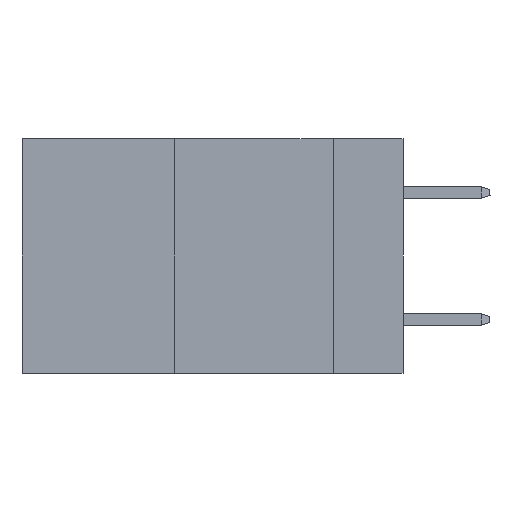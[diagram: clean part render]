
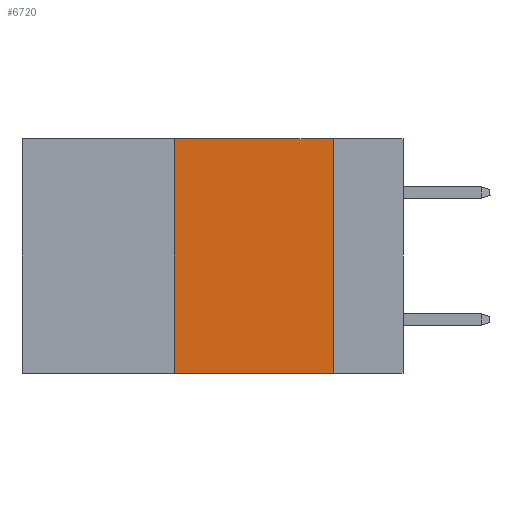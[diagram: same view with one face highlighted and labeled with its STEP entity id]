
A CAD part, left-side view. The second image highlights one B-rep face of the part: STEP entity #6720.
In plain terms, the highlighted planar face has unit normal (-1, 0, 0).
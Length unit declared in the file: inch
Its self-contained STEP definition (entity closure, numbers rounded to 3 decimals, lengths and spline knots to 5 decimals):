
#1299 = EDGE_CURVE ( 'NONE', #16787, #2918, #6754, .T. ) ;
#1919 = LINE ( 'NONE', #10113, #4925 ) ;
#2244 = VERTEX_POINT ( 'NONE', #3134 ) ;
#2602 = CARTESIAN_POINT ( 'NONE',  ( 0., 0.36, 0. ) ) ;
#2678 = FACE_OUTER_BOUND ( 'NONE', #6493, .T. ) ;
#2918 = VERTEX_POINT ( 'NONE', #13169 ) ;
#3130 = ORIENTED_EDGE ( 'NONE', *, *, #14822, .F. ) ;
#3134 = CARTESIAN_POINT ( 'NONE',  ( 0., 0.36, -0.37 ) ) ;
#3964 = DIRECTION ( 'NONE',  ( 0., 0., -1. ) ) ;
#4409 = VERTEX_POINT ( 'NONE', #16925 ) ;
#4727 = EDGE_CURVE ( 'NONE', #2244, #16787, #12607, .T. ) ;
#4925 = VECTOR ( 'NONE', #6021, 39.37008 ) ;
#5026 = LINE ( 'NONE', #15717, #14747 ) ;
#5220 = CARTESIAN_POINT ( 'NONE',  ( 0., 0.6, 0. ) ) ;
#5381 = DIRECTION ( 'NONE',  ( 0., -1., 0. ) ) ;
#5504 = PLANE ( 'NONE',  #11194 ) ;
#6021 = DIRECTION ( 'NONE',  ( 0., 0., -1. ) ) ;
#6493 = EDGE_LOOP ( 'NONE', ( #3130, #6999, #12594, #9356 ) ) ;
#6720 = ADVANCED_FACE ( 'NONE', ( #2678 ), #5504, .F. ) ;
#6754 = LINE ( 'NONE', #5220, #12738 ) ;
#6999 = ORIENTED_EDGE ( 'NONE', *, *, #1299, .F. ) ;
#9356 = ORIENTED_EDGE ( 'NONE', *, *, #12456, .T. ) ;
#10113 = CARTESIAN_POINT ( 'NONE',  ( 0., 0.11, 0. ) ) ;
#11194 = AXIS2_PLACEMENT_3D ( 'NONE', #14230, #15663, #3964 ) ;
#12456 = EDGE_CURVE ( 'NONE', #2244, #4409, #5026, .T. ) ;
#12594 = ORIENTED_EDGE ( 'NONE', *, *, #4727, .F. ) ;
#12607 = LINE ( 'NONE', #16548, #12992 ) ;
#12738 = VECTOR ( 'NONE', #14462, 39.37008 ) ;
#12992 = VECTOR ( 'NONE', #14156, 39.37008 ) ;
#13169 = CARTESIAN_POINT ( 'NONE',  ( 0., 0.11, 0. ) ) ;
#14156 = DIRECTION ( 'NONE',  ( 0., 0., 1. ) ) ;
#14230 = CARTESIAN_POINT ( 'NONE',  ( 0., 0.6, 0. ) ) ;
#14462 = DIRECTION ( 'NONE',  ( 0., -1., 0. ) ) ;
#14747 = VECTOR ( 'NONE', #5381, 39.37008 ) ;
#14822 = EDGE_CURVE ( 'NONE', #2918, #4409, #1919, .T. ) ;
#15663 = DIRECTION ( 'NONE',  ( 1., 0., 0. ) ) ;
#15717 = CARTESIAN_POINT ( 'NONE',  ( 0., 0.6, -0.37 ) ) ;
#16548 = CARTESIAN_POINT ( 'NONE',  ( 0., 0.36, 0. ) ) ;
#16787 = VERTEX_POINT ( 'NONE', #2602 ) ;
#16925 = CARTESIAN_POINT ( 'NONE',  ( 0., 0.11, -0.37 ) ) ;
